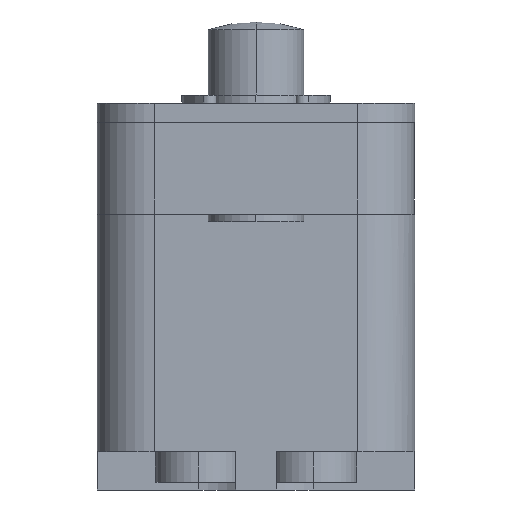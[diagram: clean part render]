
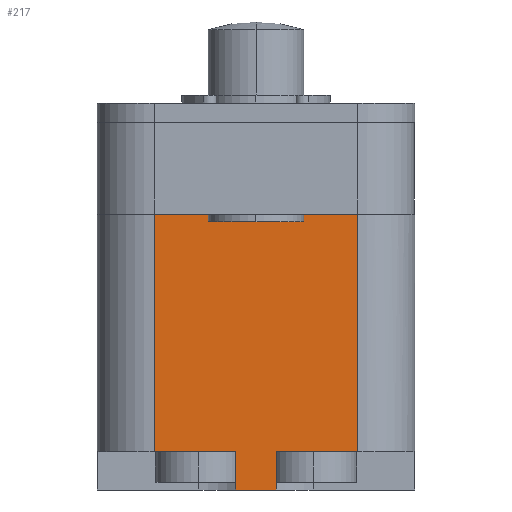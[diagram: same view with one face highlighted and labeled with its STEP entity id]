
A CAD part, left-side view. The second image highlights one B-rep face of the part: STEP entity #217.
In plain terms, the highlighted planar face has unit normal (-1, 0, 0).
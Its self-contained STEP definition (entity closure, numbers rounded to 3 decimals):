
#217=ADVANCED_FACE('FACE49',(#477),#478,.T.);
#477=FACE_OUTER_BOUND('',#790,.T.);
#478=PLANE('',#791);
#790=EDGE_LOOP('',(#1325,#1326,#1327,#1328,#1329,#1330,#1331,#1332));
#791=AXIS2_PLACEMENT_3D('',#1333,#1334,#1335);
#1325=ORIENTED_EDGE('',*,*,#1974,.T.);
#1326=ORIENTED_EDGE('',*,*,#1975,.T.);
#1327=ORIENTED_EDGE('',*,*,#1976,.T.);
#1328=ORIENTED_EDGE('',*,*,#1977,.T.);
#1329=ORIENTED_EDGE('',*,*,#1978,.T.);
#1330=ORIENTED_EDGE('',*,*,#1979,.T.);
#1331=ORIENTED_EDGE('',*,*,#1980,.T.);
#1332=ORIENTED_EDGE('',*,*,#1981,.F.);
#1333=CARTESIAN_POINT('',(-23.622,-6.731,0.0));
#1334=DIRECTION('',(-1.0,0.,0.0));
#1335=DIRECTION('',(0.0,0.0,1.0));
#1974=EDGE_CURVE('EDGE115',#2388,#2389,#2390,.T.);
#1975=EDGE_CURVE('EDGE116',#2389,#2391,#2392,.T.);
#1976=EDGE_CURVE('EDGE117',#2391,#2393,#2394,.T.);
#1977=EDGE_CURVE('EDGE118',#2393,#2395,#2396,.T.);
#1978=EDGE_CURVE('EDGE119',#2395,#2397,#2398,.T.);
#1979=EDGE_CURVE('EDGE120',#2397,#2399,#2400,.T.);
#1980=EDGE_CURVE('EDGE121',#2399,#2401,#2402,.T.);
#1981=EDGE_CURVE('EDGE122',#2388,#2401,#2403,.T.);
#2388=VERTEX_POINT('VERTEX80',#2926);
#2389=VERTEX_POINT('VERTEX81',#2927);
#2390=LINE('',#2928,#2929);
#2391=VERTEX_POINT('VERTEX82',#2930);
#2392=LINE('',#2931,#2932);
#2393=VERTEX_POINT('VERTEX83',#2933);
#2394=LINE('',#2934,#2935);
#2395=VERTEX_POINT('VERTEX84',#2936);
#2396=LINE('',#2937,#2938);
#2397=VERTEX_POINT('VERTEX85',#2939);
#2398=LINE('',#2940,#2941);
#2399=VERTEX_POINT('VERTEX86',#2942);
#2400=LINE('',#2943,#2944);
#2401=VERTEX_POINT('VERTEX87',#2945);
#2402=LINE('',#2946,#2947);
#2403=LINE('',#2948,#2949);
#2926=CARTESIAN_POINT('',(-23.622,6.731,2.54));
#2927=CARTESIAN_POINT('',(-23.622,1.334,2.54));
#2928=CARTESIAN_POINT('',(-23.622,3.81,2.54));
#2929=VECTOR('',#3506,25.4);
#2930=CARTESIAN_POINT('',(-23.622,1.334,0.0));
#2931=CARTESIAN_POINT('',(-23.622,1.334,0.635));
#2932=VECTOR('',#3507,25.4);
#2933=CARTESIAN_POINT('',(-23.622,-1.334,0.0));
#2934=CARTESIAN_POINT('',(-23.622,6.731,0.0));
#2935=VECTOR('',#3508,25.4);
#2936=CARTESIAN_POINT('',(-23.622,-1.334,2.54));
#2937=CARTESIAN_POINT('',(-23.622,-1.334,0.635));
#2938=VECTOR('',#3509,25.4);
#2939=CARTESIAN_POINT('',(-23.622,-6.731,2.54));
#2940=CARTESIAN_POINT('',(-23.622,-10.541,2.54));
#2941=VECTOR('',#3510,25.4);
#2942=CARTESIAN_POINT('',(-23.622,-6.731,18.288));
#2943=CARTESIAN_POINT('',(-23.622,-6.731,0.0));
#2944=VECTOR('',#3511,25.4);
#2945=CARTESIAN_POINT('',(-23.622,6.731,18.288));
#2946=CARTESIAN_POINT('',(-23.622,6.731,18.288));
#2947=VECTOR('',#3512,25.4);
#2948=CARTESIAN_POINT('',(-23.622,6.731,0.0));
#2949=VECTOR('',#3513,25.4);
#3506=DIRECTION('',(0.,-1.0,0.0));
#3507=DIRECTION('',(0.0,0.0,-1.0));
#3508=DIRECTION('',(0.,-1.0,0.0));
#3509=DIRECTION('',(0.0,0.0,1.0));
#3510=DIRECTION('',(0.,-1.0,0.0));
#3511=DIRECTION('',(0.0,0.0,1.0));
#3512=DIRECTION('',(0.,1.0,0.0));
#3513=DIRECTION('',(0.0,0.0,1.0));
